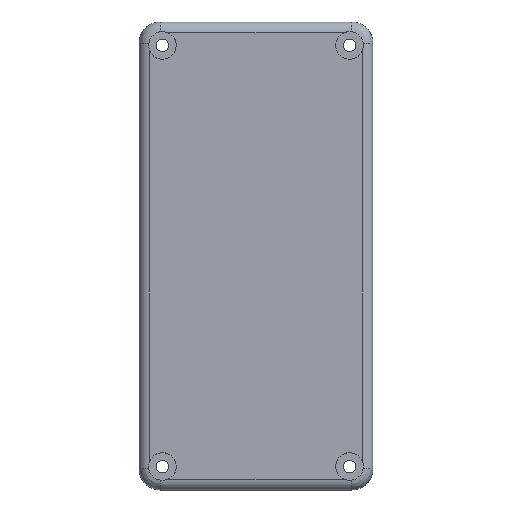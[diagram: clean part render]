
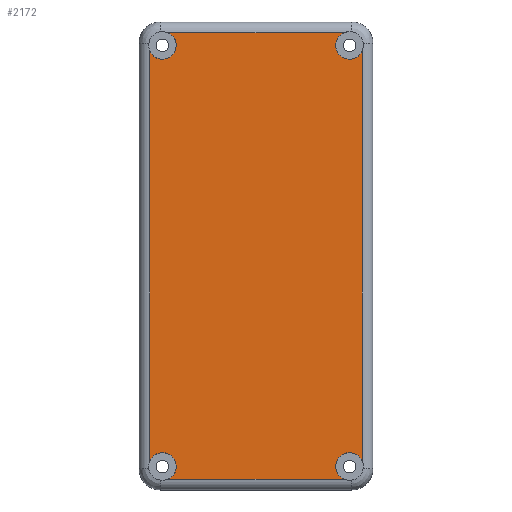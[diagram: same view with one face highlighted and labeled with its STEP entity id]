
A CAD part, top view. The second image highlights one B-rep face of the part: STEP entity #2172.
In plain terms, the highlighted planar face has unit normal (0, 0, 1).
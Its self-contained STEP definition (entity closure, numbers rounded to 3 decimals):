
#38=PLANE('',#2313);
#109=FACE_OUTER_BOUND('',#235,.T.);
#235=EDGE_LOOP('',(#1499,#1500,#1501,#1502,#1503,#1504,#1505,#1506,#1507,
#1508));
#362=LINE('',#3339,#571);
#364=LINE('',#3358,#573);
#365=LINE('',#3359,#574);
#366=LINE('',#3360,#575);
#571=VECTOR('',#2564,10.);
#573=VECTOR('',#2576,10.);
#574=VECTOR('',#2577,10.);
#575=VECTOR('',#2578,10.);
#776=CIRCLE('',#2287,3.25);
#778=CIRCLE('',#2289,3.25);
#780=CIRCLE('',#2293,3.25);
#782=CIRCLE('',#2295,3.25);
#784=CIRCLE('',#2299,3.25);
#787=CIRCLE('',#2304,3.25);
#899=VERTEX_POINT('',#3178);
#901=VERTEX_POINT('',#3198);
#902=VERTEX_POINT('',#3207);
#906=VERTEX_POINT('',#3218);
#908=VERTEX_POINT('',#3238);
#909=VERTEX_POINT('',#3247);
#915=VERTEX_POINT('',#3274);
#916=VERTEX_POINT('',#3283);
#919=VERTEX_POINT('',#3298);
#921=VERTEX_POINT('',#3306);
#1119=EDGE_CURVE('',#902,#901,#776,.T.);
#1122=EDGE_CURVE('',#899,#902,#778,.T.);
#1127=EDGE_CURVE('',#909,#908,#780,.T.);
#1130=EDGE_CURVE('',#906,#909,#782,.T.);
#1135=EDGE_CURVE('',#916,#915,#784,.T.);
#1141=EDGE_CURVE('',#921,#919,#787,.T.);
#1148=EDGE_CURVE('',#916,#919,#362,.T.);
#1154=EDGE_CURVE('',#906,#901,#364,.T.);
#1155=EDGE_CURVE('',#921,#908,#365,.T.);
#1156=EDGE_CURVE('',#899,#915,#366,.T.);
#1499=ORIENTED_EDGE('',*,*,#1122,.T.);
#1500=ORIENTED_EDGE('',*,*,#1119,.T.);
#1501=ORIENTED_EDGE('',*,*,#1154,.F.);
#1502=ORIENTED_EDGE('',*,*,#1130,.T.);
#1503=ORIENTED_EDGE('',*,*,#1127,.T.);
#1504=ORIENTED_EDGE('',*,*,#1155,.F.);
#1505=ORIENTED_EDGE('',*,*,#1141,.T.);
#1506=ORIENTED_EDGE('',*,*,#1148,.F.);
#1507=ORIENTED_EDGE('',*,*,#1135,.T.);
#1508=ORIENTED_EDGE('',*,*,#1156,.F.);
#2172=ADVANCED_FACE('',(#109),#38,.T.);
#2287=AXIS2_PLACEMENT_3D('',#3208,#2516,#2517);
#2289=AXIS2_PLACEMENT_3D('',#3212,#2521,#2522);
#2293=AXIS2_PLACEMENT_3D('',#3248,#2529,#2530);
#2295=AXIS2_PLACEMENT_3D('',#3252,#2534,#2535);
#2299=AXIS2_PLACEMENT_3D('',#3284,#2542,#2543);
#2304=AXIS2_PLACEMENT_3D('',#3307,#2553,#2554);
#2313=AXIS2_PLACEMENT_3D('',#3357,#2574,#2575);
#2516=DIRECTION('center_axis',(0.,0.,-1.));
#2517=DIRECTION('ref_axis',(1.,0.,0.));
#2521=DIRECTION('center_axis',(0.,0.,-1.));
#2522=DIRECTION('ref_axis',(1.,0.,0.));
#2529=DIRECTION('center_axis',(0.,0.,-1.));
#2530=DIRECTION('ref_axis',(1.,0.,0.));
#2534=DIRECTION('center_axis',(0.,0.,-1.));
#2535=DIRECTION('ref_axis',(1.,0.,0.));
#2542=DIRECTION('center_axis',(0.,0.,-1.));
#2543=DIRECTION('ref_axis',(1.,0.,0.));
#2553=DIRECTION('center_axis',(0.,0.,-1.));
#2554=DIRECTION('ref_axis',(1.,0.,0.));
#2564=DIRECTION('',(0.,1.,0.));
#2574=DIRECTION('center_axis',(0.,0.,1.));
#2575=DIRECTION('ref_axis',(1.,0.,0.));
#2576=DIRECTION('',(0.,-1.,0.));
#2577=DIRECTION('',(1.,0.,0.));
#2578=DIRECTION('',(-1.,0.,0.));
#3178=CARTESIAN_POINT('',(20.75,-52.5,33.));
#3198=CARTESIAN_POINT('',(25.,-48.25,33.));
#3207=CARTESIAN_POINT('',(18.75,-49.5,33.));
#3208=CARTESIAN_POINT('Origin',(22.,-49.5,33.));
#3212=CARTESIAN_POINT('Origin',(22.,-49.5,33.));
#3218=CARTESIAN_POINT('',(25.,48.25,33.));
#3238=CARTESIAN_POINT('',(20.75,52.5,33.));
#3247=CARTESIAN_POINT('',(18.75,49.5,33.));
#3248=CARTESIAN_POINT('Origin',(22.,49.5,33.));
#3252=CARTESIAN_POINT('Origin',(22.,49.5,33.));
#3274=CARTESIAN_POINT('',(-20.75,-52.5,33.));
#3283=CARTESIAN_POINT('',(-25.,-48.25,33.));
#3284=CARTESIAN_POINT('Origin',(-22.,-49.5,33.));
#3298=CARTESIAN_POINT('',(-25.,48.25,33.));
#3306=CARTESIAN_POINT('',(-20.75,52.5,33.));
#3307=CARTESIAN_POINT('Origin',(-22.,49.5,33.));
#3339=CARTESIAN_POINT('',(-25.,27.5,33.));
#3357=CARTESIAN_POINT('Origin',(0.,0.,33.));
#3358=CARTESIAN_POINT('',(25.,-27.5,33.));
#3359=CARTESIAN_POINT('',(13.75,52.5,33.));
#3360=CARTESIAN_POINT('',(-13.75,-52.5,33.));
